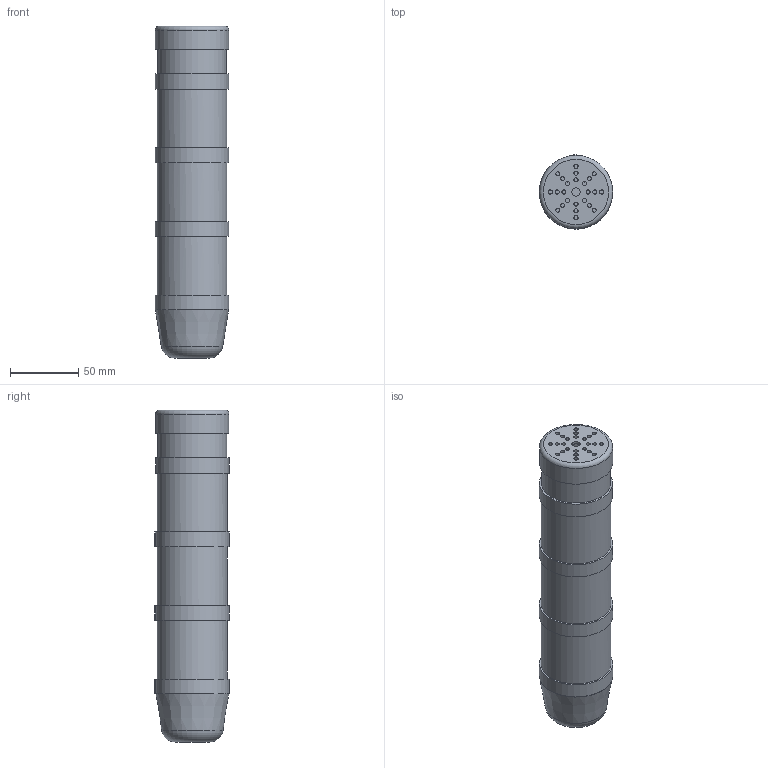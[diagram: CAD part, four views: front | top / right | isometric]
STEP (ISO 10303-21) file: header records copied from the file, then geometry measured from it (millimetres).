
FILE_DESCRIPTION((''),'2;1');
FILE_NAME('127346.stp','2019-09-30T11:39:05',('e.eickhoff'),(''),'Autodesk Inventor 2012','Autodesk Inventor 2012','');
FILE_SCHEMA(('AUTOMOTIVE_DESIGN { 1 0 10303 214 1 1 1 1 }'));
Length unit declared in the file: millimetre
Products named in the file (8): 127346; Grundmodule; Weiß; Summer; Summer 50mm; Deckel 50mm; Grün; Gelb
Assembly tree (7 placements, depth 3):
  127346
    Grundmodule
    Weiß
    Summer
      Summer 50mm
      Deckel 50mm
    Grün
    Gelb
Bounding box: 53.8 x 54.3 x 243.3 mm (x, y, z)
Volume: 176016 mm3; surface area: 118647.6 mm2
Topology: 6 solids, 6 shells, 143 faces, 280 edges, 186 vertices
Faces by surface type: plane 70, cylinder 69, torus 3, cone 1
Full cylindrical faces by diameter (mm): 3 x24, 6 x1, 12 x1, 14 x1, 15.2 x3, 16.5 x1, 19.2 x3, 32.8 x1, 34.8 x1, 42.6 x3, 44.6 x3, 45.5 x1, 46.4 x3, 46.8 x1, 47.9 x3, 48.5 x1, 48.9 x3, 49 x4, 49.3 x1, 50.6 x1, 50.7 x1, 51.2 x3, 53.7 x1, 53.8 x1
Entity records: 3864 total; most frequent: DIRECTION 668, CARTESIAN_POINT 546, ORIENTED_EDGE 412, AXIS2_PLACEMENT_3D 304, EDGE_LOOP 304, EDGE_CURVE 206, VERTEX_POINT 182, FACE_BOUND 161
